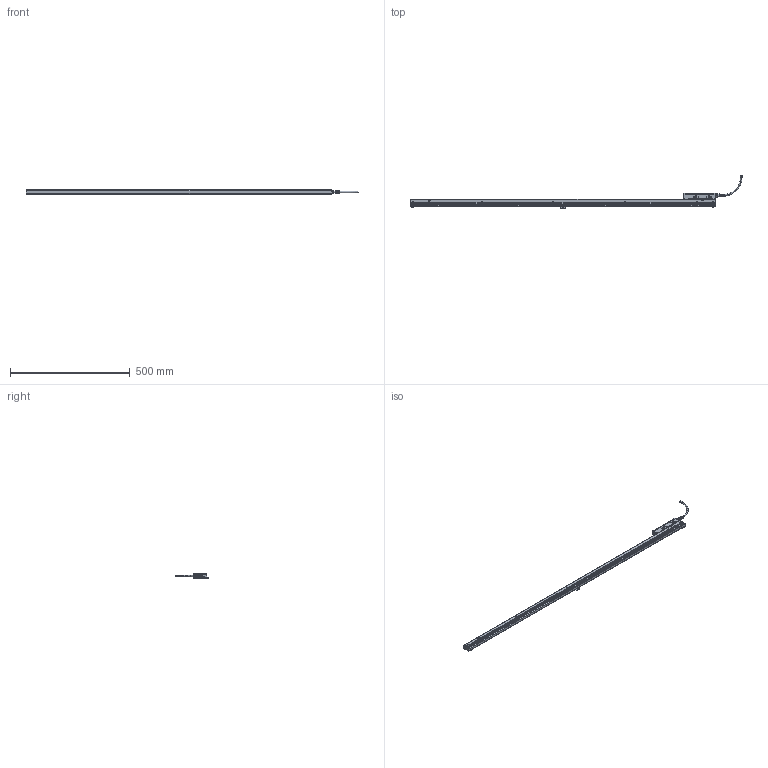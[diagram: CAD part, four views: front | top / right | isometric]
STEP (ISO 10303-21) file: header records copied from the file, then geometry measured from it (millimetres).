
FILE_DESCRIPTION(('CATIA V5 STEP'),'2;1');
FILE_NAME('SR27A-114-L.stp','2014-10-02T01:27:31+00:00',('none'),('none'),'CATIA Version 5 Release 19 SP 6 (IN-10)','CATIA V5 STEP AP214','none');
FILE_SCHEMA(('AUTOMOTIVE_DESIGN { 1 0 10303 214 1 1 1 1 }'));
Length unit declared in the file: millimetre
Products named in the file (1): SR27A-114-L
Bounding box: 1386.9 x 141.2 x 17.85 mm (x, y, z)
Volume: 661 mm3; surface area: 182150.4 mm2
Topology: 55 solids, 57 shells, 2829 faces, 7506 edges, 4793 vertices
Faces by surface type: plane 1431, cylinder 1049, cone 131, torus 120, bspline 72, sphere 26
Entity records: 85173 total; most frequent: CARTESIAN_POINT 21314, ORIENTED_EDGE 14928, DIRECTION 10110, EDGE_CURVE 7460, VERTEX_POINT 4793, VECTOR 4466, LINE 4466, AXIS2_PLACEMENT_3D 4004
